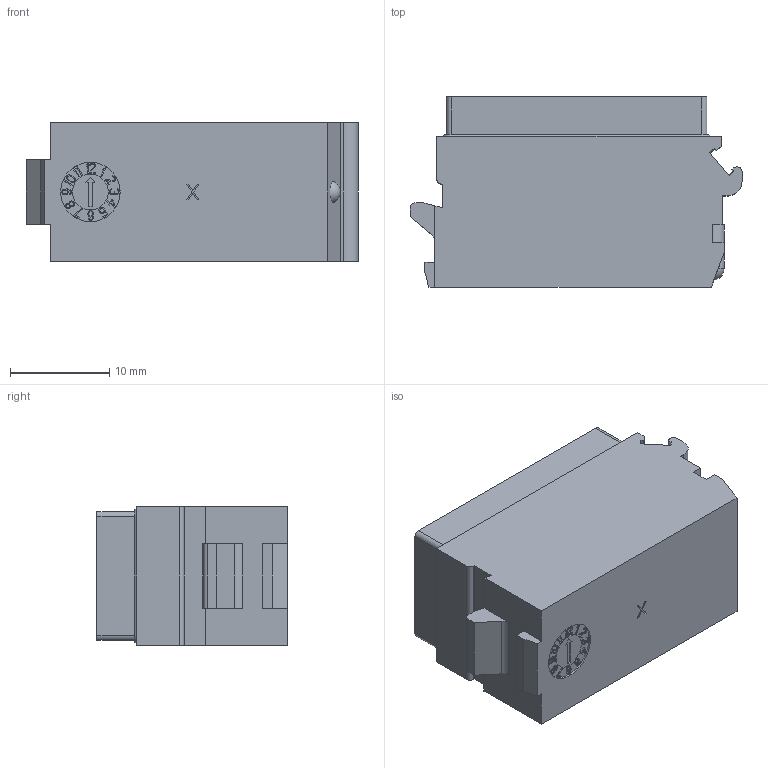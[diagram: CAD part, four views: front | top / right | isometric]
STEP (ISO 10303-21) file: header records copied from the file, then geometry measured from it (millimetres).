
FILE_DESCRIPTION((''),'2;1');
FILE_NAME('00177721204','2020-09-01T',('presta_be4'),(''),'CREO PARAMETRIC BY PTC INC, 2018360','CREO PARAMETRIC BY PTC INC, 2018360','');
FILE_SCHEMA(('CONFIG_CONTROL_DESIGN'));
Products named in the file (1): 00177721204
Bounding box: 33.5 x 19.21 x 14 mm (x, y, z)
Volume: 5652.8 mm3; surface area: 7043.5 mm2
Topology: 2 solids, 2 shells, 4906 faces, 13090 edges, 8260 vertices
Faces by surface type: plane 2092, cylinder 1073, bspline 648, cone 588, torus 504, sphere 1
Entity records: 173765 total; most frequent: CARTESIAN_POINT 56126, ORIENTED_EDGE 26180, DIRECTION 22561, EDGE_CURVE 13090, VERTEX_POINT 8260, AXIS2_PLACEMENT_3D 7671, VECTOR 7219, LINE 7219
